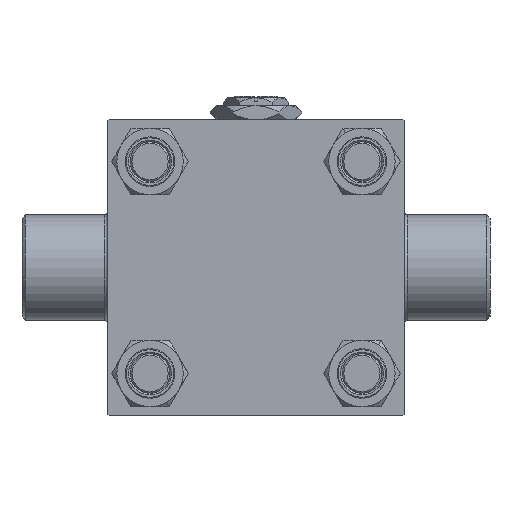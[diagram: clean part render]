
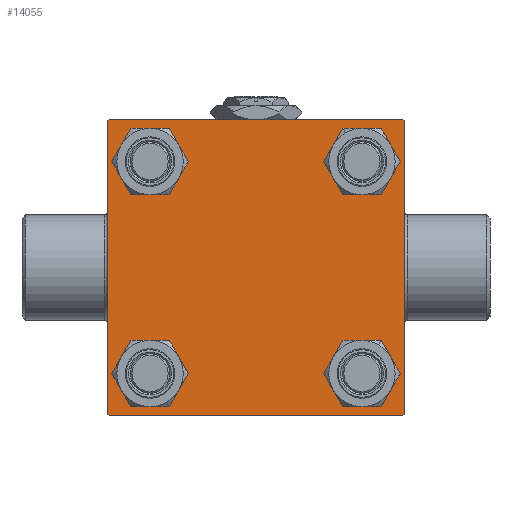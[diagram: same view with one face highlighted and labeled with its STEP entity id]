
A CAD part, left-side view. The second image highlights one B-rep face of the part: STEP entity #14055.
In plain terms, the highlighted planar face has unit normal (-1, 0, 0).
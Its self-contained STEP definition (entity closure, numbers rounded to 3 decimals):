
#187 = DIRECTION ( 'NONE',  ( 0., 0., 1. ) ) ;
#203 = LINE ( 'NONE', #37616, #10961 ) ;
#312 = LINE ( 'NONE', #5034, #7285 ) ;
#805 = DIRECTION ( 'NONE',  ( 0., 0., 1. ) ) ;
#1438 = EDGE_LOOP ( 'NONE', ( #40884, #48390, #45710, #42764, #46826, #21627, #5087, #43792 ) ) ;
#1798 = AXIS2_PLACEMENT_3D ( 'NONE', #2475, #17134, #32212 ) ;
#2469 = FACE_BOUND ( 'NONE', #17961, .T. ) ;
#2475 = CARTESIAN_POINT ( 'NONE',  ( 0., 32.15, 32.15 ) ) ;
#2888 = DIRECTION ( 'NONE',  ( 1., 0., 0. ) ) ;
#2978 = CARTESIAN_POINT ( 'NONE',  ( 0., -32.15, 25.65 ) ) ;
#3657 = CIRCLE ( 'NONE', #34460, 6.5 ) ;
#3921 = CARTESIAN_POINT ( 'NONE',  ( 0., -32.15, 32.15 ) ) ;
#4048 = VERTEX_POINT ( 'NONE', #34473 ) ;
#4211 = DIRECTION ( 'NONE',  ( 1., 0., 0. ) ) ;
#4299 = VERTEX_POINT ( 'NONE', #30476 ) ;
#4359 = CARTESIAN_POINT ( 'NONE',  ( 0., 45., -44.5 ) ) ;
#4383 = EDGE_LOOP ( 'NONE', ( #28577, #31193 ) ) ;
#4456 = DIRECTION ( 'NONE',  ( 0., 0., 1. ) ) ;
#5034 = CARTESIAN_POINT ( 'NONE',  ( 0., 45., 45. ) ) ;
#5087 = ORIENTED_EDGE ( 'NONE', *, *, #18688, .F. ) ;
#5273 = CARTESIAN_POINT ( 'NONE',  ( 0., 32.15, -25.65 ) ) ;
#5320 = EDGE_CURVE ( 'NONE', #27635, #31236, #33755, .T. ) ;
#7269 = AXIS2_PLACEMENT_3D ( 'NONE', #3921, #19048, #187 ) ;
#7285 = VECTOR ( 'NONE', #16439, 1000. ) ;
#7641 = EDGE_CURVE ( 'NONE', #14459, #40697, #203, .T. ) ;
#7758 = LINE ( 'NONE', #22846, #12169 ) ;
#7770 = EDGE_CURVE ( 'NONE', #8802, #39365, #29887, .T. ) ;
#7890 = EDGE_CURVE ( 'NONE', #15136, #28547, #29921, .T. ) ;
#7909 = DIRECTION ( 'NONE',  ( 0., 0.707, -0.707 ) ) ;
#7944 = CARTESIAN_POINT ( 'NONE',  ( 0., 44.75, -44.75 ) ) ;
#7982 = EDGE_LOOP ( 'NONE', ( #24343, #45456 ) ) ;
#8020 = DIRECTION ( 'NONE',  ( 0., 0.707, 0.707 ) ) ;
#8521 = CARTESIAN_POINT ( 'NONE',  ( 0., -44.75, 44.75 ) ) ;
#8802 = VERTEX_POINT ( 'NONE', #42009 ) ;
#8856 = ORIENTED_EDGE ( 'NONE', *, *, #15723, .T. ) ;
#8977 = FACE_BOUND ( 'NONE', #7982, .T. ) ;
#9024 = EDGE_CURVE ( 'NONE', #48113, #31236, #43716, .T. ) ;
#9032 = AXIS2_PLACEMENT_3D ( 'NONE', #30710, #4211, #4456 ) ;
#9628 = CIRCLE ( 'NONE', #15946, 6.5 ) ;
#9744 = ORIENTED_EDGE ( 'NONE', *, *, #42540, .T. ) ;
#10961 = VECTOR ( 'NONE', #7909, 1000. ) ;
#11523 = VECTOR ( 'NONE', #12152, 1000. ) ;
#11593 = CARTESIAN_POINT ( 'NONE',  ( 0., -32.15, 32.15 ) ) ;
#11748 = EDGE_CURVE ( 'NONE', #4048, #48113, #37740, .T. ) ;
#12152 = DIRECTION ( 'NONE',  ( 0., -0.707, -0.707 ) ) ;
#12169 = VECTOR ( 'NONE', #42153, 1000. ) ;
#12220 = CARTESIAN_POINT ( 'NONE',  ( 0., 32.15, 25.65 ) ) ;
#12904 = CIRCLE ( 'NONE', #1798, 6.5 ) ;
#13094 = CARTESIAN_POINT ( 'NONE',  ( 0., -32.15, -32.15 ) ) ;
#13669 = PLANE ( 'NONE',  #20636 ) ;
#14055 = ADVANCED_FACE ( 'NONE', ( #31965, #8977, #28499, #2469, #24059 ), #13669, .T. ) ;
#14244 = VECTOR ( 'NONE', #15227, 1000. ) ;
#14459 = VERTEX_POINT ( 'NONE', #44282 ) ;
#14644 = AXIS2_PLACEMENT_3D ( 'NONE', #11593, #26673, #41782 ) ;
#14889 = AXIS2_PLACEMENT_3D ( 'NONE', #44258, #2888, #40542 ) ;
#15136 = VERTEX_POINT ( 'NONE', #12220 ) ;
#15227 = DIRECTION ( 'NONE',  ( 0., -1., 0. ) ) ;
#15723 = EDGE_CURVE ( 'NONE', #23946, #17965, #34922, .T. ) ;
#15946 = AXIS2_PLACEMENT_3D ( 'NONE', #16126, #30967, #20333 ) ;
#15974 = CARTESIAN_POINT ( 'NONE',  ( 0., -44.5, -45. ) ) ;
#16126 = CARTESIAN_POINT ( 'NONE',  ( 0., 32.15, -32.15 ) ) ;
#16203 = DIRECTION ( 'NONE',  ( 1., 0., 0. ) ) ;
#16439 = DIRECTION ( 'NONE',  ( 0., 0., -1. ) ) ;
#17134 = DIRECTION ( 'NONE',  ( 1., 0., 0. ) ) ;
#17579 = VECTOR ( 'NONE', #8020, 1000. ) ;
#17961 = EDGE_LOOP ( 'NONE', ( #18126, #34648 ) ) ;
#17965 = VERTEX_POINT ( 'NONE', #2978 ) ;
#18008 = VECTOR ( 'NONE', #37233, 1000. ) ;
#18126 = ORIENTED_EDGE ( 'NONE', *, *, #37924, .T. ) ;
#18150 = CARTESIAN_POINT ( 'NONE',  ( 0., -45., 44.5 ) ) ;
#18501 = CIRCLE ( 'NONE', #9032, 6.5 ) ;
#18640 = EDGE_LOOP ( 'NONE', ( #8856, #9744 ) ) ;
#18688 = EDGE_CURVE ( 'NONE', #14459, #36031, #7758, .T. ) ;
#18974 = EDGE_CURVE ( 'NONE', #31006, #4299, #18501, .T. ) ;
#19048 = DIRECTION ( 'NONE',  ( 1., 0., 0. ) ) ;
#19115 = CARTESIAN_POINT ( 'NONE',  ( 0., -32.15, 38.65 ) ) ;
#20333 = DIRECTION ( 'NONE',  ( 0., 0., 1. ) ) ;
#20636 = AXIS2_PLACEMENT_3D ( 'NONE', #40131, #39409, #25025 ) ;
#21627 = ORIENTED_EDGE ( 'NONE', *, *, #27372, .T. ) ;
#22144 = CARTESIAN_POINT ( 'NONE',  ( 0., -45., 45. ) ) ;
#22846 = CARTESIAN_POINT ( 'NONE',  ( 0., 45., 45. ) ) ;
#23946 = VERTEX_POINT ( 'NONE', #19115 ) ;
#24059 = FACE_OUTER_BOUND ( 'NONE', #1438, .T. ) ;
#24343 = ORIENTED_EDGE ( 'NONE', *, *, #45687, .T. ) ;
#24344 = CARTESIAN_POINT ( 'NONE',  ( 0., 32.15, 38.65 ) ) ;
#24404 = VECTOR ( 'NONE', #36516, 1000. ) ;
#24891 = CARTESIAN_POINT ( 'NONE',  ( 0., -44.75, -44.75 ) ) ;
#25025 = DIRECTION ( 'NONE',  ( 0., 0., 1. ) ) ;
#26354 = CARTESIAN_POINT ( 'NONE',  ( 0., 45., -45. ) ) ;
#26390 = EDGE_CURVE ( 'NONE', #39365, #8802, #9628, .T. ) ;
#26673 = DIRECTION ( 'NONE',  ( 1., 0., 0. ) ) ;
#27372 = EDGE_CURVE ( 'NONE', #27635, #36031, #46390, .T. ) ;
#27463 = EDGE_CURVE ( 'NONE', #40697, #30463, #312, .T. ) ;
#27635 = VERTEX_POINT ( 'NONE', #18150 ) ;
#27936 = DIRECTION ( 'NONE',  ( 0., 0., 1. ) ) ;
#28499 = FACE_BOUND ( 'NONE', #4383, .T. ) ;
#28547 = VERTEX_POINT ( 'NONE', #24344 ) ;
#28577 = ORIENTED_EDGE ( 'NONE', *, *, #26390, .T. ) ;
#29887 = CIRCLE ( 'NONE', #14889, 6.5 ) ;
#29921 = CIRCLE ( 'NONE', #35431, 6.5 ) ;
#30463 = VERTEX_POINT ( 'NONE', #4359 ) ;
#30476 = CARTESIAN_POINT ( 'NONE',  ( 0., -32.15, -25.65 ) ) ;
#30492 = CARTESIAN_POINT ( 'NONE',  ( 0., -45., -44.5 ) ) ;
#30710 = CARTESIAN_POINT ( 'NONE',  ( 0., -32.15, -32.15 ) ) ;
#30967 = DIRECTION ( 'NONE',  ( 1., 0., 0. ) ) ;
#31006 = VERTEX_POINT ( 'NONE', #48105 ) ;
#31193 = ORIENTED_EDGE ( 'NONE', *, *, #7770, .T. ) ;
#31232 = CIRCLE ( 'NONE', #14644, 6.5 ) ;
#31236 = VERTEX_POINT ( 'NONE', #30492 ) ;
#31965 = FACE_BOUND ( 'NONE', #18640, .T. ) ;
#32212 = DIRECTION ( 'NONE',  ( 0., 0., 1. ) ) ;
#33755 = LINE ( 'NONE', #22144, #18008 ) ;
#33831 = CARTESIAN_POINT ( 'NONE',  ( 0., 45., 44.5 ) ) ;
#34460 = AXIS2_PLACEMENT_3D ( 'NONE', #13094, #39568, #27936 ) ;
#34473 = CARTESIAN_POINT ( 'NONE',  ( 0., 44.5, -45. ) ) ;
#34648 = ORIENTED_EDGE ( 'NONE', *, *, #7890, .T. ) ;
#34735 = CARTESIAN_POINT ( 'NONE',  ( 0., 32.15, 32.15 ) ) ;
#34922 = CIRCLE ( 'NONE', #7269, 6.5 ) ;
#35431 = AXIS2_PLACEMENT_3D ( 'NONE', #34735, #16203, #805 ) ;
#36031 = VERTEX_POINT ( 'NONE', #43488 ) ;
#36516 = DIRECTION ( 'NONE',  ( 0., -0.707, 0.707 ) ) ;
#37233 = DIRECTION ( 'NONE',  ( 0., 0., -1. ) ) ;
#37616 = CARTESIAN_POINT ( 'NONE',  ( 0., 44.75, 44.75 ) ) ;
#37740 = LINE ( 'NONE', #26354, #14244 ) ;
#37924 = EDGE_CURVE ( 'NONE', #28547, #15136, #12904, .T. ) ;
#39365 = VERTEX_POINT ( 'NONE', #5273 ) ;
#39409 = DIRECTION ( 'NONE',  ( -1., 0., 0. ) ) ;
#39568 = DIRECTION ( 'NONE',  ( 1., 0., 0. ) ) ;
#40131 = CARTESIAN_POINT ( 'NONE',  ( 0., 0., 0. ) ) ;
#40542 = DIRECTION ( 'NONE',  ( 0., 0., 1. ) ) ;
#40697 = VERTEX_POINT ( 'NONE', #33831 ) ;
#40884 = ORIENTED_EDGE ( 'NONE', *, *, #27463, .T. ) ;
#41782 = DIRECTION ( 'NONE',  ( 0., 0., 1. ) ) ;
#42009 = CARTESIAN_POINT ( 'NONE',  ( 0., 32.15, -38.65 ) ) ;
#42153 = DIRECTION ( 'NONE',  ( 0., -1., 0. ) ) ;
#42540 = EDGE_CURVE ( 'NONE', #17965, #23946, #31232, .T. ) ;
#42764 = ORIENTED_EDGE ( 'NONE', *, *, #9024, .T. ) ;
#43488 = CARTESIAN_POINT ( 'NONE',  ( 0., -44.5, 45. ) ) ;
#43716 = LINE ( 'NONE', #24891, #24404 ) ;
#43792 = ORIENTED_EDGE ( 'NONE', *, *, #7641, .T. ) ;
#43822 = EDGE_CURVE ( 'NONE', #30463, #4048, #45574, .T. ) ;
#44258 = CARTESIAN_POINT ( 'NONE',  ( 0., 32.15, -32.15 ) ) ;
#44282 = CARTESIAN_POINT ( 'NONE',  ( 0., 44.5, 45. ) ) ;
#45456 = ORIENTED_EDGE ( 'NONE', *, *, #18974, .T. ) ;
#45574 = LINE ( 'NONE', #7944, #11523 ) ;
#45687 = EDGE_CURVE ( 'NONE', #4299, #31006, #3657, .T. ) ;
#45710 = ORIENTED_EDGE ( 'NONE', *, *, #11748, .T. ) ;
#46390 = LINE ( 'NONE', #8521, #17579 ) ;
#46826 = ORIENTED_EDGE ( 'NONE', *, *, #5320, .F. ) ;
#48105 = CARTESIAN_POINT ( 'NONE',  ( 0., -32.15, -38.65 ) ) ;
#48113 = VERTEX_POINT ( 'NONE', #15974 ) ;
#48390 = ORIENTED_EDGE ( 'NONE', *, *, #43822, .T. ) ;
